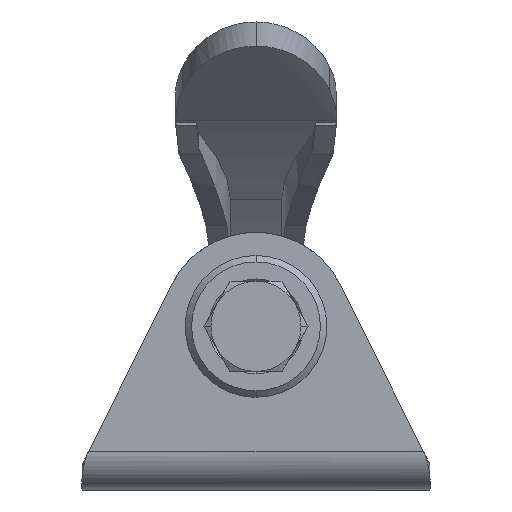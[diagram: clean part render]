
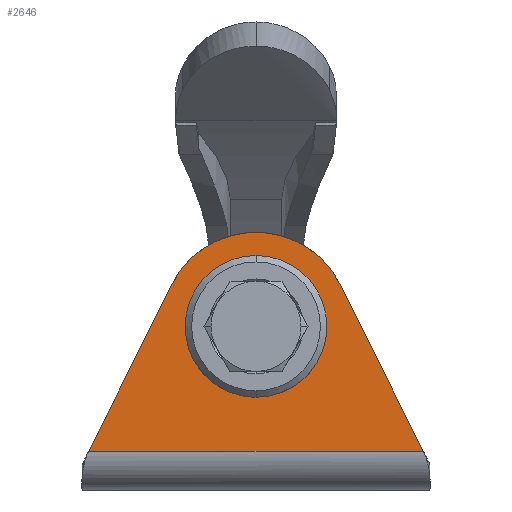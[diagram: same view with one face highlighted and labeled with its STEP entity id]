
A CAD part, front view. The second image highlights one B-rep face of the part: STEP entity #2646.
In plain terms, the highlighted planar face has unit normal (0, -1, 0).
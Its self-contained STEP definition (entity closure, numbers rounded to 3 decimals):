
#2585=AXIS2_PLACEMENT_3D('Plane Axis2P3D',#2582,#2583,#2584) ;
#2596=AXIS2_PLACEMENT_3D('Circle Axis2P3D',#2594,#2595,$) ;
#2614=AXIS2_PLACEMENT_3D('Circle Axis2P3D',#2612,#2613,$) ;
#2623=AXIS2_PLACEMENT_3D('Circle Axis2P3D',#2621,#2622,$) ;
#2630=AXIS2_PLACEMENT_3D('Circle Axis2P3D',#2628,#2629,$) ;
#2637=AXIS2_PLACEMENT_3D('Circle Axis2P3D',#2635,#2636,$) ;
#1572=CARTESIAN_POINT('Vertex',(-27.501,-2.,3.)) ;
#1588=CARTESIAN_POINT('Vertex',(-1.499,-2.,3.)) ;
#1591=CARTESIAN_POINT('Line Origine',(-14.5,-2.,3.)) ;
#2582=CARTESIAN_POINT('Axis2P3D Location',(-14.5,-2.,8.48)) ;
#2587=CARTESIAN_POINT('Line Origine',(-4.734,-2.,9.48)) ;
#2591=CARTESIAN_POINT('Vertex',(-7.969,-2.,15.96)) ;
#2594=CARTESIAN_POINT('Axis2P3D Location',(-14.5,-2.,12.7)) ;
#2598=CARTESIAN_POINT('Vertex',(-21.031,-2.,15.96)) ;
#2601=CARTESIAN_POINT('Line Origine',(-24.266,-2.,9.48)) ;
#2612=CARTESIAN_POINT('Axis2P3D Location',(-14.5,-2.,12.7)) ;
#2616=CARTESIAN_POINT('Vertex',(-9.5,-2.,12.7)) ;
#2618=CARTESIAN_POINT('Vertex',(-14.5,-2.,7.7)) ;
#2621=CARTESIAN_POINT('Axis2P3D Location',(-14.5,-2.,12.7)) ;
#2625=CARTESIAN_POINT('Vertex',(-19.5,-2.,12.7)) ;
#2628=CARTESIAN_POINT('Axis2P3D Location',(-14.5,-2.,12.7)) ;
#2632=CARTESIAN_POINT('Vertex',(-14.5,-2.,17.7)) ;
#2635=CARTESIAN_POINT('Axis2P3D Location',(-14.5,-2.,12.7)) ;
#1592=DIRECTION('Vector Direction',(-1.,0.,0.)) ;
#2583=DIRECTION('Axis2P3D Direction',(0.,1.,0.)) ;
#2584=DIRECTION('Axis2P3D XDirection',(0.,0.,1.)) ;
#2588=DIRECTION('Vector Direction',(0.447,0.,-0.895)) ;
#2595=DIRECTION('Axis2P3D Direction',(0.,1.,0.)) ;
#2602=DIRECTION('Vector Direction',(0.447,0.,0.895)) ;
#2613=DIRECTION('Axis2P3D Direction',(0.,1.,0.)) ;
#2622=DIRECTION('Axis2P3D Direction',(0.,1.,0.)) ;
#2629=DIRECTION('Axis2P3D Direction',(0.,1.,0.)) ;
#2636=DIRECTION('Axis2P3D Direction',(0.,1.,0.)) ;
#1593=VECTOR('Line Direction',#1592,1.) ;
#2589=VECTOR('Line Direction',#2588,1.) ;
#2603=VECTOR('Line Direction',#2602,1.) ;
#2607=ORIENTED_EDGE('',*,*,#1595,.T.) ;
#2608=ORIENTED_EDGE('',*,*,#2593,.F.) ;
#2609=ORIENTED_EDGE('',*,*,#2600,.F.) ;
#2610=ORIENTED_EDGE('',*,*,#2605,.F.) ;
#2641=ORIENTED_EDGE('',*,*,#2620,.T.) ;
#2642=ORIENTED_EDGE('',*,*,#2627,.T.) ;
#2643=ORIENTED_EDGE('',*,*,#2634,.T.) ;
#2644=ORIENTED_EDGE('',*,*,#2639,.T.) ;
#2645=FACE_BOUND('',#2640,.T.) ;
#2646=ADVANCED_FACE('SCHUBSTANGENSPANNER_TS_P_45_357877',(#2611,#2645),#2586,.F.) ;
#2597=CIRCLE('generated circle',#2596,7.3) ;
#2615=CIRCLE('generated circle',#2614,5.) ;
#2624=CIRCLE('generated circle',#2623,5.) ;
#2631=CIRCLE('generated circle',#2630,5.) ;
#2638=CIRCLE('generated circle',#2637,5.) ;
#1595=EDGE_CURVE('',#1573,#1589,#1594,.F.) ;
#2593=EDGE_CURVE('',#2592,#1589,#2590,.T.) ;
#2600=EDGE_CURVE('',#2599,#2592,#2597,.T.) ;
#2605=EDGE_CURVE('',#1573,#2599,#2604,.T.) ;
#2620=EDGE_CURVE('',#2617,#2619,#2615,.T.) ;
#2627=EDGE_CURVE('',#2619,#2626,#2624,.T.) ;
#2634=EDGE_CURVE('',#2626,#2633,#2631,.T.) ;
#2639=EDGE_CURVE('',#2633,#2617,#2638,.T.) ;
#2606=EDGE_LOOP('',(#2607,#2608,#2609,#2610)) ;
#2640=EDGE_LOOP('',(#2641,#2642,#2643,#2644)) ;
#2611=FACE_OUTER_BOUND('',#2606,.T.) ;
#1594=LINE('Line',#1591,#1593) ;
#2590=LINE('Line',#2587,#2589) ;
#2604=LINE('Line',#2601,#2603) ;
#2586=PLANE('Plane',#2585) ;
#1573=VERTEX_POINT('',#1572) ;
#1589=VERTEX_POINT('',#1588) ;
#2592=VERTEX_POINT('',#2591) ;
#2599=VERTEX_POINT('',#2598) ;
#2617=VERTEX_POINT('',#2616) ;
#2619=VERTEX_POINT('',#2618) ;
#2626=VERTEX_POINT('',#2625) ;
#2633=VERTEX_POINT('',#2632) ;
